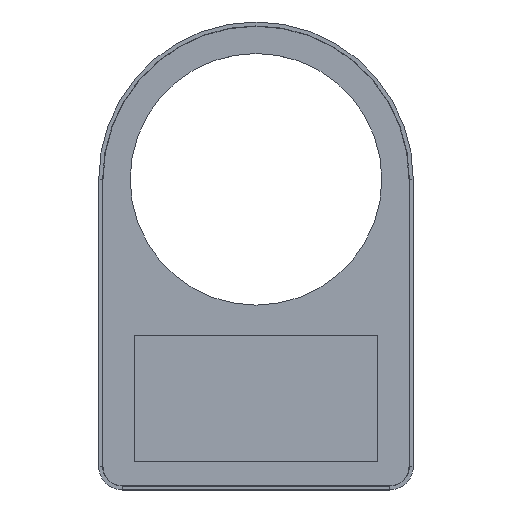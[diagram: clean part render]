
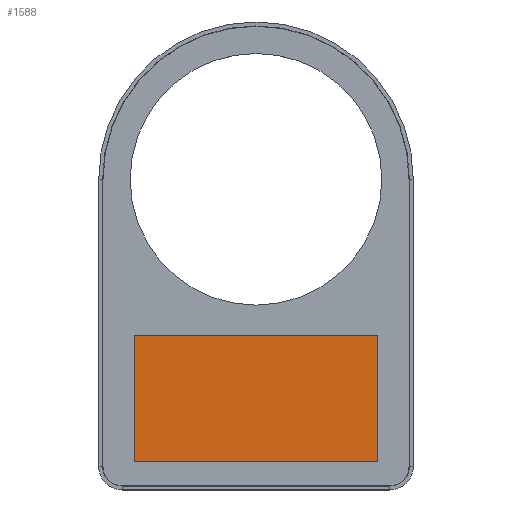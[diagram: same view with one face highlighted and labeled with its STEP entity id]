
A CAD part, top view. The second image highlights one B-rep face of the part: STEP entity #1588.
In plain terms, the highlighted planar face has unit normal (0, 0, 1).
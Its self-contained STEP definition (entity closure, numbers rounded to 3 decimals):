
#972 = PLANE('',#973);
#973 = AXIS2_PLACEMENT_3D('',#974,#975,#976);
#974 = CARTESIAN_POINT('',(-31.,7.326,1.));
#975 = DIRECTION('',(1.,0.,0.));
#976 = DIRECTION('',(0.,1.,0.));
#1000 = PLANE('',#1001);
#1001 = AXIS2_PLACEMENT_3D('',#1002,#1003,#1004);
#1002 = CARTESIAN_POINT('',(-31.,39.326,1.));
#1003 = DIRECTION('',(0.,-1.,0.));
#1004 = DIRECTION('',(1.,0.,0.));
#1028 = PLANE('',#1029);
#1029 = AXIS2_PLACEMENT_3D('',#1030,#1031,#1032);
#1030 = CARTESIAN_POINT('',(31.,39.326,1.));
#1031 = DIRECTION('',(-1.,0.,0.));
#1032 = DIRECTION('',(0.,-1.,0.));
#1054 = PLANE('',#1055);
#1055 = AXIS2_PLACEMENT_3D('',#1056,#1057,#1058);
#1056 = CARTESIAN_POINT('',(31.,7.326,1.));
#1057 = DIRECTION('',(0.,1.,0.));
#1058 = DIRECTION('',(-1.,0.,0.));
#1392 = VERTEX_POINT('',#1393);
#1393 = CARTESIAN_POINT('',(-31.,7.326,0.6));
#1414 = EDGE_CURVE('',#1392,#1415,#1417,.T.);
#1415 = VERTEX_POINT('',#1416);
#1416 = CARTESIAN_POINT('',(-31.,39.326,0.6));
#1417 = SURFACE_CURVE('',#1418,(#1422,#1429),.PCURVE_S1.);
#1418 = LINE('',#1419,#1420);
#1419 = CARTESIAN_POINT('',(-31.,7.326,0.6));
#1420 = VECTOR('',#1421,1.);
#1421 = DIRECTION('',(0.,1.,0.));
#1422 = PCURVE('',#972,#1423);
#1423 = DEFINITIONAL_REPRESENTATION('',(#1424),#1428);
#1424 = LINE('',#1425,#1426);
#1425 = CARTESIAN_POINT('',(0.,-0.4));
#1426 = VECTOR('',#1427,1.);
#1427 = DIRECTION('',(1.,0.));
#1428 = ( GEOMETRIC_REPRESENTATION_CONTEXT(2) 
PARAMETRIC_REPRESENTATION_CONTEXT() REPRESENTATION_CONTEXT('2D SPACE',''
  ) );
#1429 = PCURVE('',#1430,#1435);
#1430 = PLANE('',#1431);
#1431 = AXIS2_PLACEMENT_3D('',#1432,#1433,#1434);
#1432 = CARTESIAN_POINT('',(0.,23.326,0.6));
#1433 = DIRECTION('',(0.,0.,1.));
#1434 = DIRECTION('',(1.,0.,0.));
#1435 = DEFINITIONAL_REPRESENTATION('',(#1436),#1440);
#1436 = LINE('',#1437,#1438);
#1437 = CARTESIAN_POINT('',(-31.,-16.));
#1438 = VECTOR('',#1439,1.);
#1439 = DIRECTION('',(0.,1.));
#1440 = ( GEOMETRIC_REPRESENTATION_CONTEXT(2) 
PARAMETRIC_REPRESENTATION_CONTEXT() REPRESENTATION_CONTEXT('2D SPACE',''
  ) );
#1468 = VERTEX_POINT('',#1469);
#1469 = CARTESIAN_POINT('',(31.,7.326,0.6));
#1490 = EDGE_CURVE('',#1468,#1392,#1491,.T.);
#1491 = SURFACE_CURVE('',#1492,(#1496,#1503),.PCURVE_S1.);
#1492 = LINE('',#1493,#1494);
#1493 = CARTESIAN_POINT('',(31.,7.326,0.6));
#1494 = VECTOR('',#1495,1.);
#1495 = DIRECTION('',(-1.,0.,0.));
#1496 = PCURVE('',#1054,#1497);
#1497 = DEFINITIONAL_REPRESENTATION('',(#1498),#1502);
#1498 = LINE('',#1499,#1500);
#1499 = CARTESIAN_POINT('',(0.,-0.4));
#1500 = VECTOR('',#1501,1.);
#1501 = DIRECTION('',(1.,0.));
#1502 = ( GEOMETRIC_REPRESENTATION_CONTEXT(2) 
PARAMETRIC_REPRESENTATION_CONTEXT() REPRESENTATION_CONTEXT('2D SPACE',''
  ) );
#1503 = PCURVE('',#1430,#1504);
#1504 = DEFINITIONAL_REPRESENTATION('',(#1505),#1509);
#1505 = LINE('',#1506,#1507);
#1506 = CARTESIAN_POINT('',(31.,-16.));
#1507 = VECTOR('',#1508,1.);
#1508 = DIRECTION('',(-1.,0.));
#1509 = ( GEOMETRIC_REPRESENTATION_CONTEXT(2) 
PARAMETRIC_REPRESENTATION_CONTEXT() REPRESENTATION_CONTEXT('2D SPACE',''
  ) );
#1517 = VERTEX_POINT('',#1518);
#1518 = CARTESIAN_POINT('',(31.,39.326,0.6));
#1539 = EDGE_CURVE('',#1517,#1468,#1540,.T.);
#1540 = SURFACE_CURVE('',#1541,(#1545,#1552),.PCURVE_S1.);
#1541 = LINE('',#1542,#1543);
#1542 = CARTESIAN_POINT('',(31.,39.326,0.6));
#1543 = VECTOR('',#1544,1.);
#1544 = DIRECTION('',(0.,-1.,0.));
#1545 = PCURVE('',#1028,#1546);
#1546 = DEFINITIONAL_REPRESENTATION('',(#1547),#1551);
#1547 = LINE('',#1548,#1549);
#1548 = CARTESIAN_POINT('',(0.,-0.4));
#1549 = VECTOR('',#1550,1.);
#1550 = DIRECTION('',(1.,0.));
#1551 = ( GEOMETRIC_REPRESENTATION_CONTEXT(2) 
PARAMETRIC_REPRESENTATION_CONTEXT() REPRESENTATION_CONTEXT('2D SPACE',''
  ) );
#1552 = PCURVE('',#1430,#1553);
#1553 = DEFINITIONAL_REPRESENTATION('',(#1554),#1558);
#1554 = LINE('',#1555,#1556);
#1555 = CARTESIAN_POINT('',(31.,16.));
#1556 = VECTOR('',#1557,1.);
#1557 = DIRECTION('',(0.,-1.));
#1558 = ( GEOMETRIC_REPRESENTATION_CONTEXT(2) 
PARAMETRIC_REPRESENTATION_CONTEXT() REPRESENTATION_CONTEXT('2D SPACE',''
  ) );
#1566 = EDGE_CURVE('',#1415,#1517,#1567,.T.);
#1567 = SURFACE_CURVE('',#1568,(#1572,#1579),.PCURVE_S1.);
#1568 = LINE('',#1569,#1570);
#1569 = CARTESIAN_POINT('',(-31.,39.326,0.6));
#1570 = VECTOR('',#1571,1.);
#1571 = DIRECTION('',(1.,0.,0.));
#1572 = PCURVE('',#1000,#1573);
#1573 = DEFINITIONAL_REPRESENTATION('',(#1574),#1578);
#1574 = LINE('',#1575,#1576);
#1575 = CARTESIAN_POINT('',(0.,-0.4));
#1576 = VECTOR('',#1577,1.);
#1577 = DIRECTION('',(1.,0.));
#1578 = ( GEOMETRIC_REPRESENTATION_CONTEXT(2) 
PARAMETRIC_REPRESENTATION_CONTEXT() REPRESENTATION_CONTEXT('2D SPACE',''
  ) );
#1579 = PCURVE('',#1430,#1580);
#1580 = DEFINITIONAL_REPRESENTATION('',(#1581),#1585);
#1581 = LINE('',#1582,#1583);
#1582 = CARTESIAN_POINT('',(-31.,16.));
#1583 = VECTOR('',#1584,1.);
#1584 = DIRECTION('',(1.,0.));
#1585 = ( GEOMETRIC_REPRESENTATION_CONTEXT(2) 
PARAMETRIC_REPRESENTATION_CONTEXT() REPRESENTATION_CONTEXT('2D SPACE',''
  ) );
#1588 = ADVANCED_FACE('',(#1589),#1430,.T.);
#1589 = FACE_BOUND('',#1590,.F.);
#1590 = EDGE_LOOP('',(#1591,#1592,#1593,#1594));
#1591 = ORIENTED_EDGE('',*,*,#1566,.T.);
#1592 = ORIENTED_EDGE('',*,*,#1539,.T.);
#1593 = ORIENTED_EDGE('',*,*,#1490,.T.);
#1594 = ORIENTED_EDGE('',*,*,#1414,.T.);
